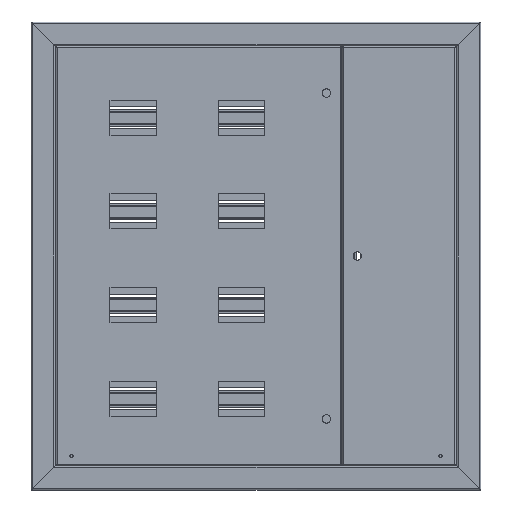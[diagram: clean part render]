
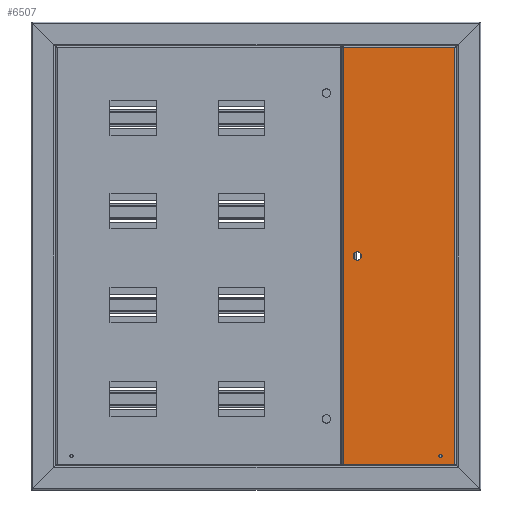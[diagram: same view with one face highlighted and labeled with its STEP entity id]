
A CAD part, front view. The second image highlights one B-rep face of the part: STEP entity #6507.
In plain terms, the highlighted face is planar.
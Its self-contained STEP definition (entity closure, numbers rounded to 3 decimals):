
#6507=ADVANCED_FACE('',(#14796,#14798,#14800),#14802,.T.);
#14796=FACE_BOUND('',#14797,.T.);
#14797=EDGE_LOOP('',(#20133,#20134,#20135,#20136));
#14798=FACE_BOUND('',#14799,.T.);
#14799=EDGE_LOOP('',(#20137,#20138,#20139,#20140));
#14800=FACE_BOUND('',#14801,.T.);
#14801=EDGE_LOOP('',(#20141,#20142));
#14802=PLANE('',#14803);
#14803=AXIS2_PLACEMENT_3D('',#14804,#14805,#14806);
#14804=CARTESIAN_POINT('',(0.,0.,0.));
#14805=DIRECTION('',(0.,0.,1.));
#14806=DIRECTION('',(1.,0.,0.));
#20133=ORIENTED_EDGE('',*,*,#23173,.F.);
#20134=ORIENTED_EDGE('',*,*,#23138,.F.);
#20135=ORIENTED_EDGE('',*,*,#23213,.F.);
#20136=ORIENTED_EDGE('',*,*,#23178,.F.);
#20137=ORIENTED_EDGE('',*,*,#23245,.F.);
#20138=ORIENTED_EDGE('',*,*,#23246,.F.);
#20139=ORIENTED_EDGE('',*,*,#23247,.F.);
#20140=ORIENTED_EDGE('',*,*,#23248,.F.);
#20141=ORIENTED_EDGE('',*,*,#23249,.T.);
#20142=ORIENTED_EDGE('',*,*,#23250,.T.);
#23138=EDGE_CURVE('',#26017,#26018,#26019,.T.);
#23173=EDGE_CURVE('',#26018,#26080,#26081,.T.);
#23178=EDGE_CURVE('',#26080,#26087,#26088,.T.);
#23213=EDGE_CURVE('',#26087,#26017,#26148,.T.);
#23245=EDGE_CURVE('',#26200,#26201,#26202,.T.);
#23246=EDGE_CURVE('',#26203,#26200,#26204,.T.);
#23247=EDGE_CURVE('',#26205,#26203,#26206,.T.);
#23248=EDGE_CURVE('',#26201,#26205,#26207,.T.);
#23249=EDGE_CURVE('',#26208,#26209,#26210,.T.);
#23250=EDGE_CURVE('',#26209,#26208,#26211,.T.);
#26017=VERTEX_POINT('',#32749);
#26018=VERTEX_POINT('',#32750);
#26019=LINE('',#32751,#32752);
#26080=VERTEX_POINT('',#32947);
#26081=LINE('',#32948,#32949);
#26087=VERTEX_POINT('',#33005);
#26088=LINE('',#33006,#33007);
#26148=LINE('',#33201,#33202);
#26200=VERTEX_POINT('',#33363);
#26201=VERTEX_POINT('',#33364);
#26202=CIRCLE('',#33365,9.);
#26203=VERTEX_POINT('',#33369);
#26204=LINE('',#33370,#33371);
#26205=VERTEX_POINT('',#33373);
#26206=CIRCLE('',#33374,9.);
#26207=LINE('',#33378,#33379);
#26208=VERTEX_POINT('',#33381);
#26209=VERTEX_POINT('',#33382);
#26210=CIRCLE('',#33383,3.5);
#26211=CIRCLE('',#33387,3.5);
#32749=CARTESIAN_POINT('',(240.61,-1.9,0.));
#32750=CARTESIAN_POINT('',(240.61,-894.1,0.));
#32751=CARTESIAN_POINT('',(240.61,-1.9,0.));
#32752=VECTOR('',#32753,1.);
#32753=DIRECTION('',(0.,-1.,0.));
#32947=CARTESIAN_POINT('',(1.9,-894.1,0.));
#32948=CARTESIAN_POINT('',(240.61,-894.1,0.));
#32949=VECTOR('',#32950,1.);
#32950=DIRECTION('',(-1.,0.,0.));
#33005=CARTESIAN_POINT('',(1.9,-1.9,0.));
#33006=CARTESIAN_POINT('',(1.9,-894.1,0.));
#33007=VECTOR('',#33008,1.);
#33008=DIRECTION('',(0.,1.,0.));
#33201=CARTESIAN_POINT('',(1.9,-1.9,0.));
#33202=VECTOR('',#33203,1.);
#33203=DIRECTION('',(1.,0.,0.));
#33363=CARTESIAN_POINT('',(218.761,-444.405,0.));
#33364=CARTESIAN_POINT('',(202.259,-444.405,0.));
#33365=AXIS2_PLACEMENT_3D('',#33366,#33367,#33368);
#33366=CARTESIAN_POINT('',(210.51,-448.,0.));
#33367=DIRECTION('',(0.,0.,1.));
#33368=DIRECTION('',(0.917,0.399,0.));
#33369=CARTESIAN_POINT('',(218.761,-451.595,0.));
#33370=CARTESIAN_POINT('',(218.761,-451.595,0.));
#33371=VECTOR('',#33372,1.);
#33372=DIRECTION('',(0.,1.,0.));
#33373=CARTESIAN_POINT('',(202.259,-451.595,0.));
#33374=AXIS2_PLACEMENT_3D('',#33375,#33376,#33377);
#33375=CARTESIAN_POINT('',(210.51,-448.,0.));
#33376=DIRECTION('',(0.,0.,1.));
#33377=DIRECTION('',(-0.917,-0.399,0.));
#33378=CARTESIAN_POINT('',(202.259,-444.405,0.));
#33379=VECTOR('',#33380,1.);
#33380=DIRECTION('',(0.,-1.,0.));
#33381=CARTESIAN_POINT('',(29.15,-21.,0.));
#33382=CARTESIAN_POINT('',(36.15,-21.,0.));
#33383=AXIS2_PLACEMENT_3D('',#33384,#33385,#33386);
#33384=CARTESIAN_POINT('',(32.65,-21.,0.));
#33385=DIRECTION('',(0.,0.,-1.));
#33386=DIRECTION('',(-1.,0.,0.));
#33387=AXIS2_PLACEMENT_3D('',#33388,#33389,#33390);
#33388=CARTESIAN_POINT('',(32.65,-21.,0.));
#33389=DIRECTION('',(0.,0.,-1.));
#33390=DIRECTION('',(1.,0.,0.));
